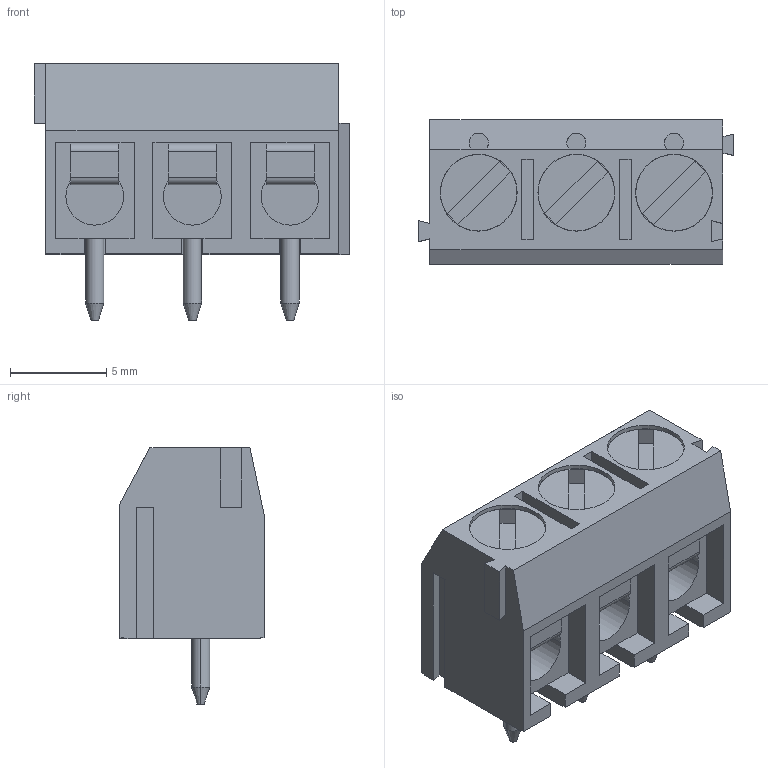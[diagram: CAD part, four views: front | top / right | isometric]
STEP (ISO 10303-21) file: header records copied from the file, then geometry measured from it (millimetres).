
FILE_DESCRIPTION(('FreeCAD Model'),'2;1');
FILE_NAME('1.step','2017-03-08T21:22:41',('Author'),( ''),'Open CASCADE STEP processor 6.8','FreeCAD','Unknown');
FILE_SCHEMA(('AUTOMOTIVE_DESIGN_CC2 { 1 2 10303 214 -1 1 5 4 }'));
Length unit declared in the file: millimetre
Products named in the file (2): ASSEMBLY; 1
Assembly tree (1 placements, depth 2):
  ASSEMBLY
    1
Bounding box: 16.4 x 7.5 x 13.35 mm (x, y, z)
Volume: 877.7 mm3; surface area: 1144.3 mm2
Topology: 1 solids, 1 shells, 180 faces, 462 edges, 304 vertices
Faces by surface type: plane 129, cylinder 45, cone 6
Entity records: 17322 total; most frequent: CARTESIAN_POINT 6966, DIRECTION 1609, LINE 996, VECTOR 996, ORIENTED_EDGE 924, PCURVE 924, DEFINITIONAL_REPRESENTATION 924, EDGE_CURVE 462
